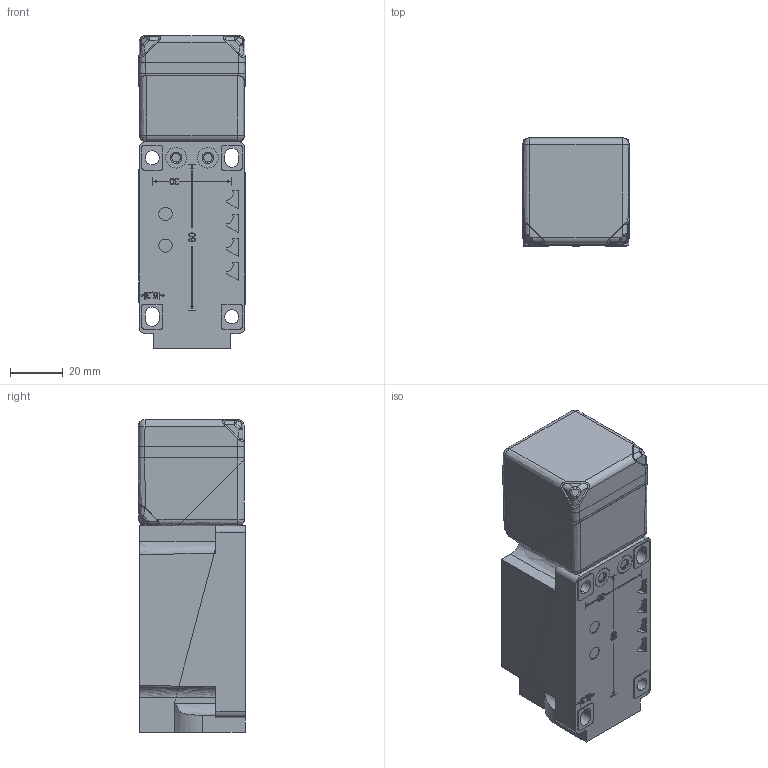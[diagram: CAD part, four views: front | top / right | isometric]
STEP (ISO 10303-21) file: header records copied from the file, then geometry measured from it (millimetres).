
FILE_DESCRIPTION((''),'2;1');
FILE_NAME('DM_DDE0760_140428_ASM','2008-08-16T',('IndustrieHansa'),('Pepperl+Fuchs'),'PRO/ENGINEER BY PARAMETRIC TECHNOLOGY CORPORATION, 2006420','PRO/ENGINEER BY PARAMETRIC TECHNOLOGY CORPORATION, 2006420','');
FILE_SCHEMA(('AUTOMOTIVE_DESIGN_CC2 { 1 2 10303 214 -1 1 5 2 }'));
Length unit declared in the file: millimetre
Products named in the file (14): DM_DDE0760_04BH88; DDE0249_HOUSING_GEN; DM-04ADP5; DDE0249_04BC46_ASM; DDE0249_04BC45; DDE0249_04BC45_ASM; DM_DDE0760_04BS62-3_GEN; DM_DDE0760_HEAD-COMPONENTS_ASM; HU_04BFL1; HU_04AJ00; HU_04AHN8_ASM; 047283; 047281; DM_DDE0760_140428_ASM
Assembly tree (19 placements, depth 4):
  DM_DDE0760_140428_ASM
    DM_DDE0760_04BH88
    DM_DDE0760_HEAD-COMPONENTS_ASM
      DDE0249_04BC46_ASM
        DDE0249_HOUSING_GEN
        DM-04ADP5  x2
      DDE0249_04BC45_ASM
        DDE0249_04BC45
        DM-04ADP5  x2
      DM_DDE0760_04BS62-3_GEN
    HU_04AHN8_ASM
      HU_04BFL1
      HU_04AJ00  x3
    047283  x2
    047281
Bounding box: 40.18 x 40.72 x 118.18 mm (x, y, z)
Volume: 164683.7 mm3; surface area: 43433.6 mm2
Topology: 15 solids, 15 shells, 858 faces, 2519 edges, 1892 vertices
Faces by surface type: bspline 858
Entity records: 35133 total; most frequent: CARTESIAN_POINT 9572, ORIENTED_EDGE 4142, DIRECTION 2615, PRESENTATION_STYLE_ASSIGNMENT 2314, STYLED_ITEM 2314, CURVE_STYLE 2295, EDGE_CURVE 2071, VECTOR 1919
